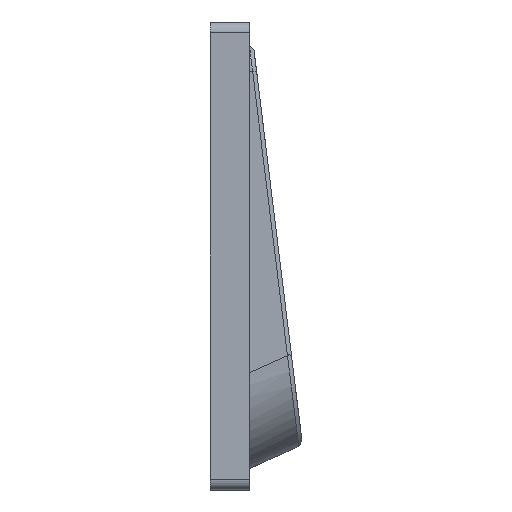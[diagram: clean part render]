
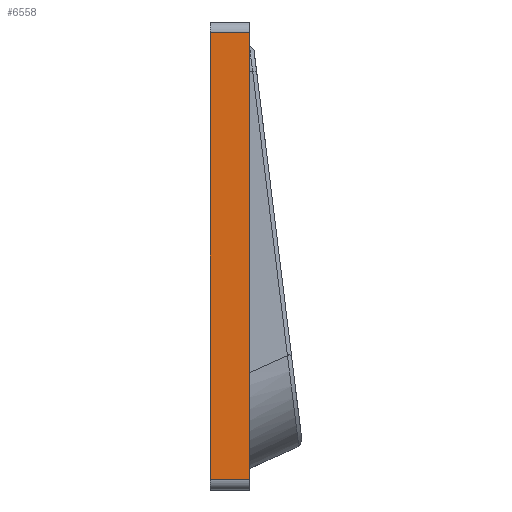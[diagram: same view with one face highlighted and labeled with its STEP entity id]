
A CAD part, left-side view. The second image highlights one B-rep face of the part: STEP entity #6558.
In plain terms, the highlighted planar face has unit normal (-1, 0, 0).
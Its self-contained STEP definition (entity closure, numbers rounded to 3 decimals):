
#76=PLANE('',#6965);
#321=FACE_OUTER_BOUND('',#682,.T.);
#682=EDGE_LOOP('',(#4650,#4651,#4652,#4653));
#1502=LINE('',#11740,#2085);
#1503=LINE('',#11743,#2086);
#1535=LINE('',#11837,#2118);
#1536=LINE('',#11838,#2119);
#2085=VECTOR('',#7679,10.);
#2086=VECTOR('',#7682,10.);
#2118=VECTOR('',#7746,10.);
#2119=VECTOR('',#7747,10.);
#2797=VERTEX_POINT('',#11733);
#2800=VERTEX_POINT('',#11738);
#2801=VERTEX_POINT('',#11742);
#2847=VERTEX_POINT('',#11836);
#3528=EDGE_CURVE('',#2800,#2797,#1502,.T.);
#3529=EDGE_CURVE('',#2797,#2801,#1503,.T.);
#3576=EDGE_CURVE('',#2847,#2800,#1535,.T.);
#3577=EDGE_CURVE('',#2801,#2847,#1536,.T.);
#4650=ORIENTED_EDGE('',*,*,#3528,.F.);
#4651=ORIENTED_EDGE('',*,*,#3576,.F.);
#4652=ORIENTED_EDGE('',*,*,#3577,.F.);
#4653=ORIENTED_EDGE('',*,*,#3529,.F.);
#6558=ADVANCED_FACE('',(#321),#76,.F.);
#6965=AXIS2_PLACEMENT_3D('',#11835,#7744,#7745);
#7679=DIRECTION('',(0.,-1.,0.));
#7682=DIRECTION('',(0.,0.,-1.));
#7744=DIRECTION('center_axis',(1.,0.,0.));
#7745=DIRECTION('ref_axis',(0.,0.,-1.));
#7746=DIRECTION('',(0.,0.,1.));
#7747=DIRECTION('',(0.,1.,0.));
#11733=CARTESIAN_POINT('',(-2.9,-11.5,98.65));
#11738=CARTESIAN_POINT('',(-2.9,-2.5,98.65));
#11740=CARTESIAN_POINT('',(-2.9,-2.5,98.65));
#11742=CARTESIAN_POINT('',(-2.9,-11.5,-3.4));
#11743=CARTESIAN_POINT('',(-2.9,-11.5,47.625));
#11835=CARTESIAN_POINT('Origin',(-2.9,-2.5,101.25));
#11836=CARTESIAN_POINT('',(-2.9,-2.5,-3.4));
#11837=CARTESIAN_POINT('',(-2.9,-2.5,74.438));
#11838=CARTESIAN_POINT('',(-2.9,-2.5,-3.4));
